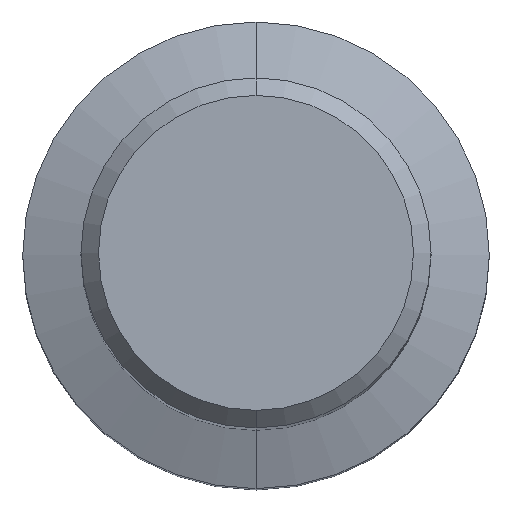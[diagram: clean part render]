
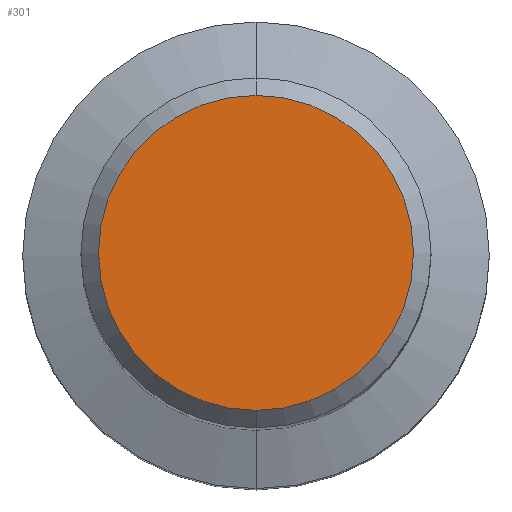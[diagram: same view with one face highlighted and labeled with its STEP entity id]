
A CAD part, top view. The second image highlights one B-rep face of the part: STEP entity #301.
In plain terms, the highlighted planar face has unit normal (0, 0, 1).
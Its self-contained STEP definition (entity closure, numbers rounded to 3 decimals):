
#231=VERTEX_POINT('',#587);
#301=ADVANCED_FACE('',(#665),#666,.T.);
#447=VERTEX_POINT('',#831);
#495=EDGE_CURVE('',#447,#231,#885,.T.);
#509=EDGE_CURVE('',#231,#447,#900,.T.);
#587=CARTESIAN_POINT('',(0.0,5.4,0.0));
#665=FACE_OUTER_BOUND('',#1180,.T.);
#666=PLANE('',#1181);
#831=CARTESIAN_POINT('',(0.,-5.4,0.0));
#885=CIRCLE('',#1645,5.4);
#900=CIRCLE('',#1662,5.4);
#1180=EDGE_LOOP('',(#1807,#1808));
#1181=AXIS2_PLACEMENT_3D('',#1809,#1810,#1811);
#1645=AXIS2_PLACEMENT_3D('',#2096,#2097,#2098);
#1662=AXIS2_PLACEMENT_3D('',#2110,#2111,#2112);
#1807=ORIENTED_EDGE('',*,*,#509,.F.);
#1808=ORIENTED_EDGE('',*,*,#495,.F.);
#1809=CARTESIAN_POINT('',(0.0,2.7,0.0));
#1810=DIRECTION('',(-0.0,0.0,1.0));
#1811=DIRECTION('',(0.0,-1.0,0.0));
#2096=CARTESIAN_POINT('',(0.0,0.0,0.0));
#2097=DIRECTION('',(0.0,0.0,-1.0));
#2098=DIRECTION('',(0.0,1.0,0.0));
#2110=CARTESIAN_POINT('',(0.0,0.0,0.0));
#2111=DIRECTION('',(0.0,0.0,-1.0));
#2112=DIRECTION('',(0.0,1.0,0.0));
